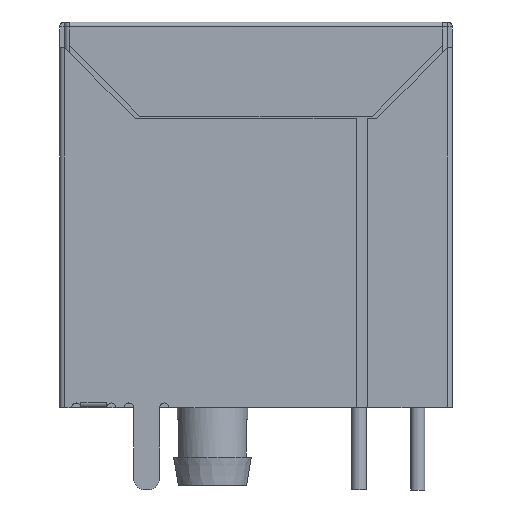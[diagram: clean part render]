
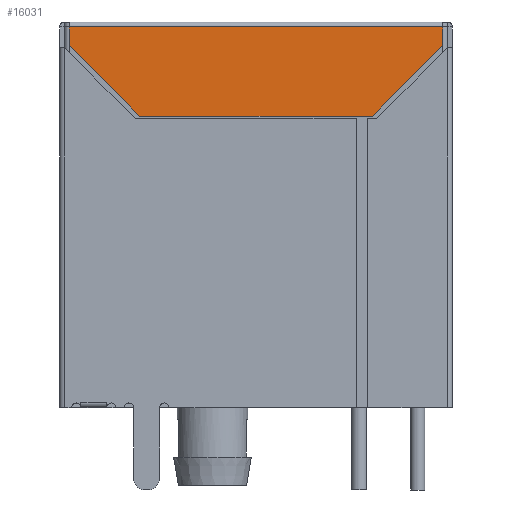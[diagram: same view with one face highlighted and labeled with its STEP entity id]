
A CAD part, left-side view. The second image highlights one B-rep face of the part: STEP entity #16031.
In plain terms, the highlighted planar face has unit normal (-1, 0, 0).
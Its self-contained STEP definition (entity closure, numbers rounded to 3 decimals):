
#97 = CARTESIAN_POINT ( 'NONE',  ( -7.9, 7.95, -4. ) ) ;
#111 = VERTEX_POINT ( 'NONE', #14246 ) ;
#153 = VERTEX_POINT ( 'NONE', #2169 ) ;
#843 = VERTEX_POINT ( 'NONE', #17424 ) ;
#1362 = VERTEX_POINT ( 'NONE', #5029 ) ;
#2169 = CARTESIAN_POINT ( 'NONE',  ( -7.9, -7.95, -0.21 ) ) ;
#2301 = VECTOR ( 'NONE', #4709, 1000. ) ;
#3681 = LINE ( 'NONE', #5768, #13378 ) ;
#3745 = PLANE ( 'NONE',  #11268 ) ;
#3826 = DIRECTION ( 'NONE',  ( 0., 0., -1. ) ) ;
#4624 = ORIENTED_EDGE ( 'NONE', *, *, #12534, .F. ) ;
#4709 = DIRECTION ( 'NONE',  ( 0., -1., 0. ) ) ;
#5029 = CARTESIAN_POINT ( 'NONE',  ( -7.9, 4.95, -4. ) ) ;
#5502 = DIRECTION ( 'NONE',  ( 0., -0.707, 0.707 ) ) ;
#5768 = CARTESIAN_POINT ( 'NONE',  ( -7.9, -7.95, -0.2 ) ) ;
#6198 = VECTOR ( 'NONE', #5502, 1000. ) ;
#6563 = VECTOR ( 'NONE', #7126, 1000. ) ;
#7126 = DIRECTION ( 'NONE',  ( 0., -1., 0. ) ) ;
#7230 = CARTESIAN_POINT ( 'NONE',  ( -7.9, -7.95, -1. ) ) ;
#7643 = DIRECTION ( 'NONE',  ( 0., -0.707, -0.707 ) ) ;
#7795 = ORIENTED_EDGE ( 'NONE', *, *, #9338, .T. ) ;
#7985 = EDGE_CURVE ( 'NONE', #111, #26839, #24326, .T. ) ;
#8015 = LINE ( 'NONE', #19240, #2301 ) ;
#9187 = VECTOR ( 'NONE', #3826, 1000. ) ;
#9332 = LINE ( 'NONE', #24433, #6563 ) ;
#9338 = EDGE_CURVE ( 'NONE', #18129, #843, #10017, .T. ) ;
#10017 = LINE ( 'NONE', #97, #9187 ) ;
#10667 = ORIENTED_EDGE ( 'NONE', *, *, #22869, .T. ) ;
#11268 = AXIS2_PLACEMENT_3D ( 'NONE', #18011, #20649, #20502 ) ;
#12534 = EDGE_CURVE ( 'NONE', #18129, #153, #8015, .T. ) ;
#13378 = VECTOR ( 'NONE', #22499, 1000. ) ;
#14053 = ORIENTED_EDGE ( 'NONE', *, *, #23456, .T. ) ;
#14072 = ORIENTED_EDGE ( 'NONE', *, *, #22003, .T. ) ;
#14246 = CARTESIAN_POINT ( 'NONE',  ( -7.9, -4.95, -4. ) ) ;
#16031 = ADVANCED_FACE ( 'NONE', ( #16276 ), #3745, .F. ) ;
#16276 = FACE_OUTER_BOUND ( 'NONE', #24055, .T. ) ;
#17424 = CARTESIAN_POINT ( 'NONE',  ( -7.9, 7.95, -1. ) ) ;
#17589 = ORIENTED_EDGE ( 'NONE', *, *, #7985, .T. ) ;
#18011 = CARTESIAN_POINT ( 'NONE',  ( -7.9, 0., 0. ) ) ;
#18129 = VERTEX_POINT ( 'NONE', #27142 ) ;
#19240 = CARTESIAN_POINT ( 'NONE',  ( -7.9, 0., -0.21 ) ) ;
#20502 = DIRECTION ( 'NONE',  ( 0., 0., -1. ) ) ;
#20649 = DIRECTION ( 'NONE',  ( 1., 0., 0. ) ) ;
#21274 = VECTOR ( 'NONE', #7643, 1000. ) ;
#22003 = EDGE_CURVE ( 'NONE', #1362, #111, #9332, .T. ) ;
#22499 = DIRECTION ( 'NONE',  ( 0., 0., 1. ) ) ;
#22869 = EDGE_CURVE ( 'NONE', #26839, #153, #3681, .T. ) ;
#23456 = EDGE_CURVE ( 'NONE', #843, #1362, #26502, .T. ) ;
#24055 = EDGE_LOOP ( 'NONE', ( #7795, #14053, #14072, #17589, #10667, #4624 ) ) ;
#24326 = LINE ( 'NONE', #24471, #6198 ) ;
#24433 = CARTESIAN_POINT ( 'NONE',  ( -7.9, -7.95, -4. ) ) ;
#24471 = CARTESIAN_POINT ( 'NONE',  ( -7.9, -7.95, -1. ) ) ;
#26502 = LINE ( 'NONE', #26647, #21274 ) ;
#26647 = CARTESIAN_POINT ( 'NONE',  ( -7.9, 4.95, -4. ) ) ;
#26839 = VERTEX_POINT ( 'NONE', #7230 ) ;
#27142 = CARTESIAN_POINT ( 'NONE',  ( -7.9, 7.95, -0.21 ) ) ;
